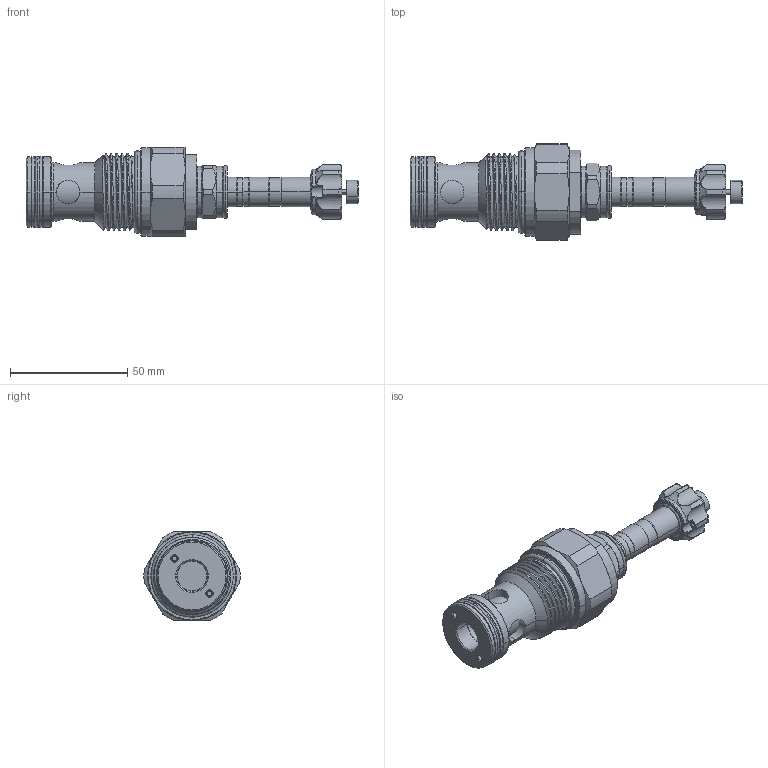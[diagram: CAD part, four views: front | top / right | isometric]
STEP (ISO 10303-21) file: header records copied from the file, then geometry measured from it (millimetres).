
FILE_DESCRIPTION (( 'STEP AP203' ), '1' );
FILE_NAME ('EP21E2A02P95.STEP', '2020-03-31T07:43:41', ( '' ), ( '' ), 'SwSTEP 2.0', 'SolidWorks 2018', '' );
FILE_SCHEMA (( 'CONFIG_CONTROL_DESIGN' ));
Length unit declared in the file: millimetre
Products named in the file (1): EP21E2A02P95
Bounding box: 141.75 x 41.08 x 38 mm (x, y, z)
Volume: 71094.1 mm3; surface area: 19338.7 mm2
Topology: 7 solids, 7 shells, 368 faces, 853 edges, 510 vertices
Faces by surface type: cylinder 161, cone 74, torus 55, plane 43, bspline 35
Entity records: 15671 total; most frequent: CARTESIAN_POINT 7483, DIRECTION 1730, ORIENTED_EDGE 1698, EDGE_CURVE 849, AXIS2_PLACEMENT_3D 746, VERTEX_POINT 510, CIRCLE 412, EDGE_LOOP 397
